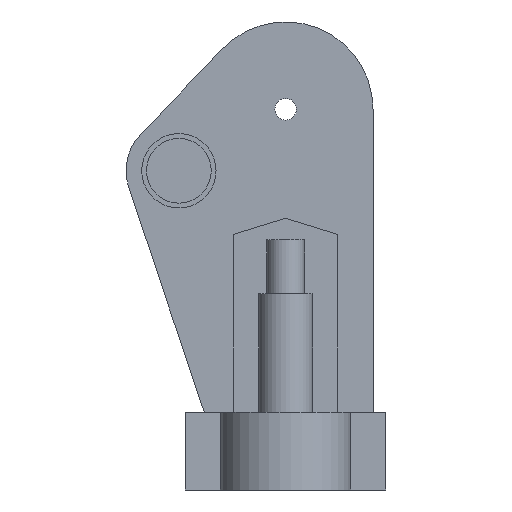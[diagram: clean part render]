
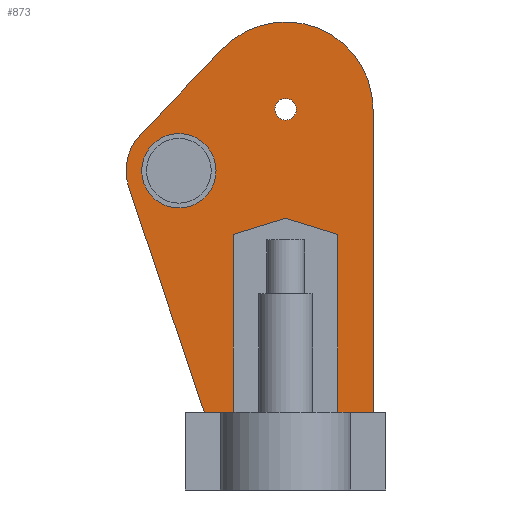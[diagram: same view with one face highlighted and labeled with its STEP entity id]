
A CAD part, front view. The second image highlights one B-rep face of the part: STEP entity #873.
In plain terms, the highlighted planar face has unit normal (0, -1, 0).
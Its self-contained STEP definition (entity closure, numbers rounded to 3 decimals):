
#10 = CARTESIAN_POINT ( 'NONE',  ( -75.382, -139., 72. ) ) ;
#12 = PLANE ( 'NONE',  #125 ) ;
#33 = CIRCLE ( 'NONE', #1346, 81. ) ;
#47 = EDGE_CURVE ( 'NONE', #919, #931, #719, .T. ) ;
#51 = LINE ( 'NONE', #1338, #599 ) ;
#53 = ORIENTED_EDGE ( 'NONE', *, *, #966, .F. ) ;
#60 = DIRECTION ( 'NONE',  ( 0., -1., 0. ) ) ;
#75 = ORIENTED_EDGE ( 'NONE', *, *, #431, .F. ) ;
#83 = CARTESIAN_POINT ( 'NONE',  ( -48.5, -139., 237. ) ) ;
#87 = EDGE_CURVE ( 'NONE', #521, #176, #1326, .T. ) ;
#92 = CIRCLE ( 'NONE', #1050, 26.5 ) ;
#93 = CARTESIAN_POINT ( 'NONE',  ( 48.5, -139., 237. ) ) ;
#99 = EDGE_CURVE ( 'NONE', #191, #978, #1256, .T. ) ;
#119 = DIRECTION ( 'NONE',  ( -0.319, 0., 0.948 ) ) ;
#125 = AXIS2_PLACEMENT_3D ( 'NONE', #771, #1118, #448 ) ;
#143 = VECTOR ( 'NONE', #144, 1000. ) ;
#144 = DIRECTION ( 'NONE',  ( 0.692, 0., 0.722 ) ) ;
#165 = CARTESIAN_POINT ( 'NONE',  ( -48.5, -139., 72. ) ) ;
#176 = VERTEX_POINT ( 'NONE', #83 ) ;
#177 = LINE ( 'NONE', #799, #143 ) ;
#191 = VERTEX_POINT ( 'NONE', #625 ) ;
#197 = DIRECTION ( 'NONE',  ( 0., 0., 1. ) ) ;
#207 = CARTESIAN_POINT ( 'NONE',  ( 0., -139., 353. ) ) ;
#212 = LINE ( 'NONE', #606, #759 ) ;
#218 = VERTEX_POINT ( 'NONE', #93 ) ;
#227 = CARTESIAN_POINT ( 'NONE',  ( 0., -139., 353. ) ) ;
#230 = ORIENTED_EDGE ( 'NONE', *, *, #99, .F. ) ;
#246 = AXIS2_PLACEMENT_3D ( 'NONE', #501, #1288, #609 ) ;
#248 = CARTESIAN_POINT ( 'NONE',  ( 81., -139., 72. ) ) ;
#252 = DIRECTION ( 'NONE',  ( 0.955, 0., -0.295 ) ) ;
#262 = VECTOR ( 'NONE', #598, 1000. ) ;
#274 = VERTEX_POINT ( 'NONE', #1220 ) ;
#275 = CARTESIAN_POINT ( 'NONE',  ( -134.366, -139., 329.916 ) ) ;
#280 = FACE_BOUND ( 'NONE', #890, .T. ) ;
#305 = CARTESIAN_POINT ( 'NONE',  ( -48.5, -139., 353. ) ) ;
#309 = VECTOR ( 'NONE', #845, 1000. ) ;
#315 = CARTESIAN_POINT ( 'NONE',  ( 81., -139., 353. ) ) ;
#318 = DIRECTION ( 'NONE',  ( 0., 0., -1. ) ) ;
#333 = CARTESIAN_POINT ( 'NONE',  ( -99., -139., 296. ) ) ;
#336 = EDGE_CURVE ( 'NONE', #978, #191, #92, .T. ) ;
#343 = VERTEX_POINT ( 'NONE', #10 ) ;
#345 = DIRECTION ( 'NONE',  ( 0., 0., 1. ) ) ;
#348 = EDGE_CURVE ( 'NONE', #343, #560, #51, .T. ) ;
#367 = VECTOR ( 'NONE', #197, 1000. ) ;
#371 = CARTESIAN_POINT ( 'NONE',  ( -99., -139., 269.5 ) ) ;
#381 = CARTESIAN_POINT ( 'NONE',  ( -75.382, -139., 72. ) ) ;
#398 = CARTESIAN_POINT ( 'NONE',  ( -145.445, -139., 280.384 ) ) ;
#407 = CIRCLE ( 'NONE', #246, 49. ) ;
#431 = EDGE_CURVE ( 'NONE', #673, #919, #1134, .T. ) ;
#442 = LINE ( 'NONE', #1144, #997 ) ;
#443 = DIRECTION ( 'NONE',  ( 0., 0., 1. ) ) ;
#448 = DIRECTION ( 'NONE',  ( 0., 0., 1. ) ) ;
#471 = VERTEX_POINT ( 'NONE', #275 ) ;
#475 = CARTESIAN_POINT ( 'NONE',  ( 48.5, -139., 72. ) ) ;
#501 = CARTESIAN_POINT ( 'NONE',  ( -99., -139., 296. ) ) ;
#503 = ORIENTED_EDGE ( 'NONE', *, *, #1343, .F. ) ;
#516 = AXIS2_PLACEMENT_3D ( 'NONE', #207, #981, #318 ) ;
#519 = ORIENTED_EDGE ( 'NONE', *, *, #87, .T. ) ;
#521 = VERTEX_POINT ( 'NONE', #165 ) ;
#527 = EDGE_LOOP ( 'NONE', ( #993, #519, #1227, #1173, #1290, #1035, #75, #602, #53, #503, #1385 ) ) ;
#530 = EDGE_CURVE ( 'NONE', #176, #1262, #212, .T. ) ;
#560 = VERTEX_POINT ( 'NONE', #398 ) ;
#565 = DIRECTION ( 'NONE',  ( 0., 0., -1. ) ) ;
#598 = DIRECTION ( 'NONE',  ( -1., 0., 0. ) ) ;
#599 = VECTOR ( 'NONE', #119, 1000. ) ;
#602 = ORIENTED_EDGE ( 'NONE', *, *, #872, .F. ) ;
#606 = CARTESIAN_POINT ( 'NONE',  ( 28.51, -139., 260.818 ) ) ;
#609 = DIRECTION ( 'NONE',  ( 0., 0., 1. ) ) ;
#625 = CARTESIAN_POINT ( 'NONE',  ( -99., -139., 322.5 ) ) ;
#627 = LINE ( 'NONE', #1299, #309 ) ;
#635 = DIRECTION ( 'NONE',  ( 0., -1., 0. ) ) ;
#666 = CARTESIAN_POINT ( 'NONE',  ( 81., -139., 72. ) ) ;
#667 = AXIS2_PLACEMENT_3D ( 'NONE', #1313, #635, #1435 ) ;
#673 = VERTEX_POINT ( 'NONE', #315 ) ;
#698 = EDGE_CURVE ( 'NONE', #793, #1149, #751, .T. ) ;
#710 = CARTESIAN_POINT ( 'NONE',  ( 0., -139., 353. ) ) ;
#719 = LINE ( 'NONE', #968, #1289 ) ;
#751 = CIRCLE ( 'NONE', #516, 10. ) ;
#759 = VECTOR ( 'NONE', #1399, 1000. ) ;
#771 = CARTESIAN_POINT ( 'NONE',  ( 0., -139., 353. ) ) ;
#786 = AXIS2_PLACEMENT_3D ( 'NONE', #710, #60, #823 ) ;
#793 = VERTEX_POINT ( 'NONE', #880 ) ;
#799 = CARTESIAN_POINT ( 'NONE',  ( -58.462, -139., 409.065 ) ) ;
#810 = ORIENTED_EDGE ( 'NONE', *, *, #336, .F. ) ;
#822 = VECTOR ( 'NONE', #565, 1000. ) ;
#823 = DIRECTION ( 'NONE',  ( 0., 0., -1. ) ) ;
#845 = DIRECTION ( 'NONE',  ( 0., 0., -1. ) ) ;
#855 = DIRECTION ( 'NONE',  ( -1., 0., 0. ) ) ;
#858 = LINE ( 'NONE', #381, #262 ) ;
#872 = EDGE_CURVE ( 'NONE', #274, #673, #33, .T. ) ;
#873 = ADVANCED_FACE ( 'NONE', ( #280, #1215, #1174 ), #12, .F. ) ;
#880 = CARTESIAN_POINT ( 'NONE',  ( 0., -139., 363. ) ) ;
#888 = ORIENTED_EDGE ( 'NONE', *, *, #698, .F. ) ;
#890 = EDGE_LOOP ( 'NONE', ( #1419, #888 ) ) ;
#919 = VERTEX_POINT ( 'NONE', #248 ) ;
#931 = VERTEX_POINT ( 'NONE', #475 ) ;
#958 = CARTESIAN_POINT ( 'NONE',  ( 0., -139., 343. ) ) ;
#966 = EDGE_CURVE ( 'NONE', #471, #274, #177, .T. ) ;
#968 = CARTESIAN_POINT ( 'NONE',  ( -75.382, -139., 72. ) ) ;
#976 = EDGE_CURVE ( 'NONE', #1262, #218, #442, .T. ) ;
#978 = VERTEX_POINT ( 'NONE', #371 ) ;
#981 = DIRECTION ( 'NONE',  ( 0., -1., 0. ) ) ;
#993 = ORIENTED_EDGE ( 'NONE', *, *, #1068, .F. ) ;
#997 = VECTOR ( 'NONE', #252, 1000. ) ;
#1002 = DIRECTION ( 'NONE',  ( 0., 1., 0. ) ) ;
#1029 = CARTESIAN_POINT ( 'NONE',  ( 0., -139., 252. ) ) ;
#1035 = ORIENTED_EDGE ( 'NONE', *, *, #47, .F. ) ;
#1050 = AXIS2_PLACEMENT_3D ( 'NONE', #333, #1112, #443 ) ;
#1068 = EDGE_CURVE ( 'NONE', #521, #343, #858, .T. ) ;
#1075 = EDGE_CURVE ( 'NONE', #1149, #793, #1426, .T. ) ;
#1112 = DIRECTION ( 'NONE',  ( 0., -1., 0. ) ) ;
#1117 = EDGE_LOOP ( 'NONE', ( #230, #810 ) ) ;
#1118 = DIRECTION ( 'NONE',  ( 0., 1., 0. ) ) ;
#1134 = LINE ( 'NONE', #666, #822 ) ;
#1144 = CARTESIAN_POINT ( 'NONE',  ( -28.51, -139., 260.818 ) ) ;
#1149 = VERTEX_POINT ( 'NONE', #958 ) ;
#1173 = ORIENTED_EDGE ( 'NONE', *, *, #976, .T. ) ;
#1174 = FACE_BOUND ( 'NONE', #1117, .T. ) ;
#1215 = FACE_OUTER_BOUND ( 'NONE', #527, .T. ) ;
#1220 = CARTESIAN_POINT ( 'NONE',  ( -58.462, -139., 409.065 ) ) ;
#1227 = ORIENTED_EDGE ( 'NONE', *, *, #530, .T. ) ;
#1256 = CIRCLE ( 'NONE', #667, 26.5 ) ;
#1262 = VERTEX_POINT ( 'NONE', #1029 ) ;
#1288 = DIRECTION ( 'NONE',  ( 0., 1., 0. ) ) ;
#1289 = VECTOR ( 'NONE', #855, 1000. ) ;
#1290 = ORIENTED_EDGE ( 'NONE', *, *, #1438, .T. ) ;
#1299 = CARTESIAN_POINT ( 'NONE',  ( 48.5, -139., 353. ) ) ;
#1313 = CARTESIAN_POINT ( 'NONE',  ( -99., -139., 296. ) ) ;
#1326 = LINE ( 'NONE', #305, #367 ) ;
#1338 = CARTESIAN_POINT ( 'NONE',  ( -145.445, -139., 280.384 ) ) ;
#1343 = EDGE_CURVE ( 'NONE', #560, #471, #407, .T. ) ;
#1346 = AXIS2_PLACEMENT_3D ( 'NONE', #227, #1002, #345 ) ;
#1385 = ORIENTED_EDGE ( 'NONE', *, *, #348, .F. ) ;
#1399 = DIRECTION ( 'NONE',  ( 0.955, 0., 0.295 ) ) ;
#1419 = ORIENTED_EDGE ( 'NONE', *, *, #1075, .F. ) ;
#1426 = CIRCLE ( 'NONE', #786, 10. ) ;
#1435 = DIRECTION ( 'NONE',  ( 0., 0., 1. ) ) ;
#1438 = EDGE_CURVE ( 'NONE', #218, #931, #627, .T. ) ;
